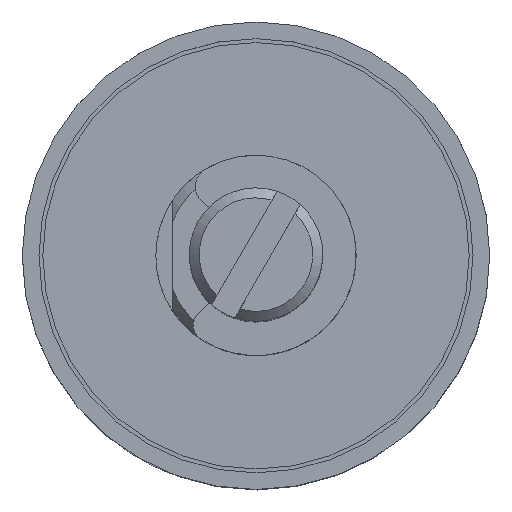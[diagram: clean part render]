
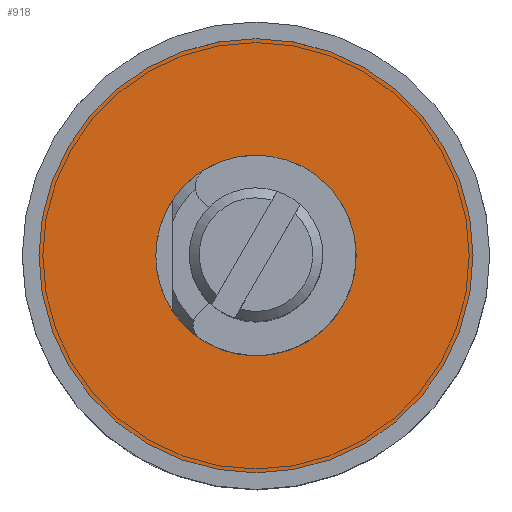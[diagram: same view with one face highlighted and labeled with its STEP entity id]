
A CAD part, top view. The second image highlights one B-rep face of the part: STEP entity #918.
In plain terms, the highlighted planar face has unit normal (0, 0, 1).
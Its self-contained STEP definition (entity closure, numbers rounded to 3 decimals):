
#95 = CARTESIAN_POINT ( 'NONE',  ( 0., 0., 0.5 ) ) ;
#327 = VERTEX_POINT ( 'NONE', #3860 ) ;
#918 = ADVANCED_FACE ( 'NONE', ( #3519, #6926 ), #3864, .T. ) ;
#1210 = AXIS2_PLACEMENT_3D ( 'NONE', #5803, #1746, #5142 ) ;
#1507 = EDGE_LOOP ( 'NONE', ( #5499 ) ) ;
#1686 = EDGE_LOOP ( 'NONE', ( #3695 ) ) ;
#1746 = DIRECTION ( 'NONE',  ( 0., 0., 1. ) ) ;
#2151 = VERTEX_POINT ( 'NONE', #3829 ) ;
#2352 = CIRCLE ( 'NONE', #4030, 3. ) ;
#2927 = EDGE_CURVE ( 'NONE', #327, #327, #2352, .T. ) ;
#3519 = FACE_BOUND ( 'NONE', #1686, .T. ) ;
#3567 = EDGE_CURVE ( 'NONE', #2151, #2151, #4872, .T. ) ;
#3695 = ORIENTED_EDGE ( 'NONE', *, *, #2927, .T. ) ;
#3829 = CARTESIAN_POINT ( 'NONE',  ( 6.5, 0., 0.5 ) ) ;
#3860 = CARTESIAN_POINT ( 'NONE',  ( -3., 0., 0.5 ) ) ;
#3864 = PLANE ( 'NONE',  #1210 ) ;
#4030 = AXIS2_PLACEMENT_3D ( 'NONE', #8209, #6801, #7527 ) ;
#4154 = DIRECTION ( 'NONE',  ( 0., 0., 1. ) ) ;
#4872 = CIRCLE ( 'NONE', #5167, 6.5 ) ;
#5142 = DIRECTION ( 'NONE',  ( 1., 0., 0. ) ) ;
#5167 = AXIS2_PLACEMENT_3D ( 'NONE', #95, #4154, #6171 ) ;
#5499 = ORIENTED_EDGE ( 'NONE', *, *, #3567, .T. ) ;
#5803 = CARTESIAN_POINT ( 'NONE',  ( 3., 0., 0.5 ) ) ;
#6171 = DIRECTION ( 'NONE',  ( 1., 0., 0. ) ) ;
#6801 = DIRECTION ( 'NONE',  ( 0., 0., -1. ) ) ;
#6926 = FACE_OUTER_BOUND ( 'NONE', #1507, .T. ) ;
#7527 = DIRECTION ( 'NONE',  ( -1., 0., 0. ) ) ;
#8209 = CARTESIAN_POINT ( 'NONE',  ( 0., 0., 0.5 ) ) ;
